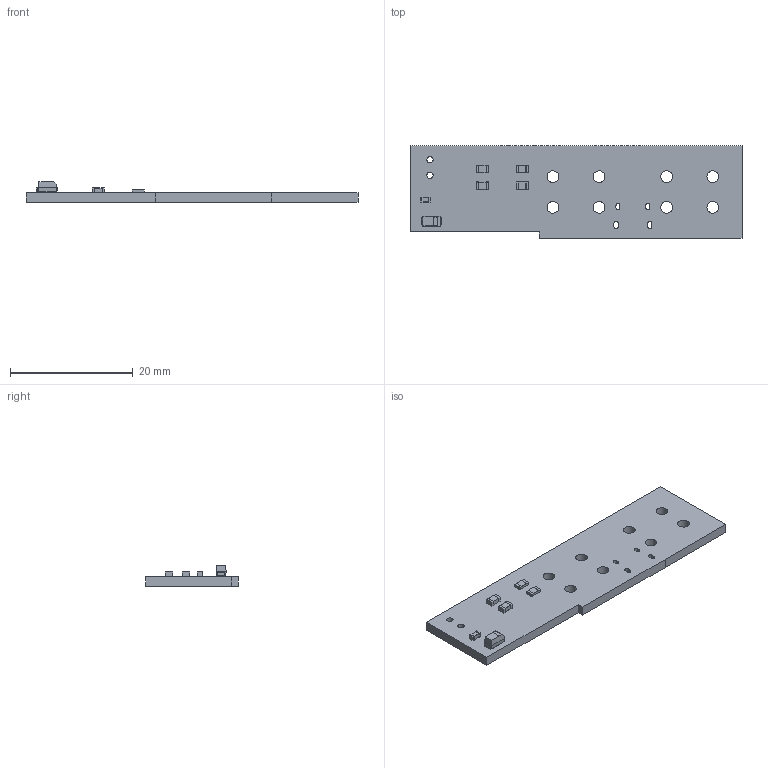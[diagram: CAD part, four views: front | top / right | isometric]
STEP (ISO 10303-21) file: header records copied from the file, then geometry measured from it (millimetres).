
FILE_DESCRIPTION(('FreeCAD Model'),'2;1');
FILE_NAME('Micro-USB-Board1.step', '2018-04-12T15:35:24',('kicad StepUp'),('ksu MCAD'), 'Open CASCADE STEP processor 6.8','FreeCAD','Unknown');
FILE_SCHEMA(('AUTOMOTIVE_DESIGN_CC2 { 1 2 10303 214 -1 1 5 4 }'));
Length unit declared in the file: millimetre
Products named in the file (8): ASSEMBLY; Pcb; C_0805_; C_0805_001; C_0603_; CP_Tantalum_Case-A_EIA-3216-18_; R_0805_; R_0805_001
Assembly tree (7 placements, depth 2):
  ASSEMBLY
    Pcb
    C_0805_
    C_0805_001
    C_0603_
    CP_Tantalum_Case-A_EIA-3216-18_
    R_0805_
    R_0805_001
Bounding box: 54 x 15 x 3.4 mm (x, y, z)
Volume: 1234.2 mm3; surface area: 1921.9 mm2
Topology: 7 solids, 7 shells, 229 faces, 621 edges, 414 vertices
Faces by surface type: plane 137, cylinder 83, bspline 9
Full cylindrical faces by diameter (mm): 1.016 x2, 1.9 x8
Entity records: 26312 total; most frequent: CARTESIAN_POINT 12983, DIRECTION 2073, ORIENTED_EDGE 1242, PCURVE 1242, DEFINITIONAL_REPRESENTATION 1242, LINE 1228, VECTOR 1228, EDGE_CURVE 621
